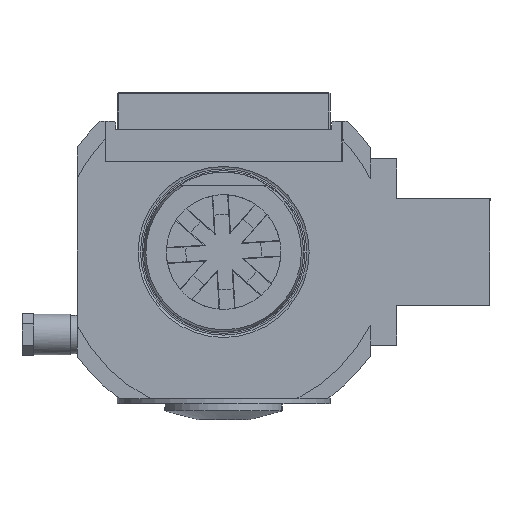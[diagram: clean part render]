
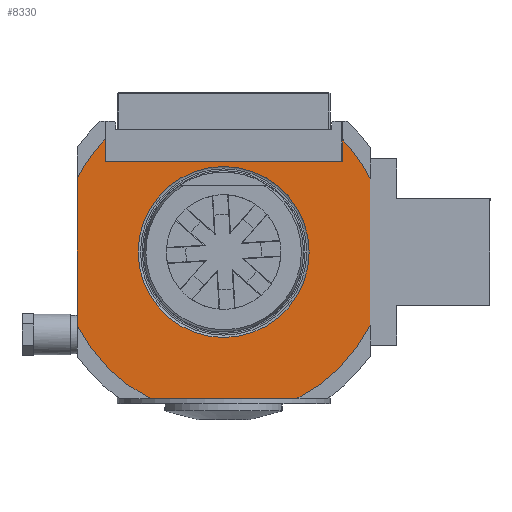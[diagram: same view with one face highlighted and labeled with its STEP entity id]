
A CAD part, front view. The second image highlights one B-rep face of the part: STEP entity #8330.
In plain terms, the highlighted planar face has unit normal (0, -1, 0).
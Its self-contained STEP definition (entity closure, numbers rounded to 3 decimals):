
#322 = AXIS2_PLACEMENT_3D ( 'NONE', #6221, #22946, #3922 ) ;
#356 = ORIENTED_EDGE ( 'NONE', *, *, #29185, .F. ) ;
#577 = CIRCLE ( 'NONE', #5982, 61.5 ) ;
#684 = DIRECTION ( 'NONE',  ( 0., 0., -1. ) ) ;
#743 = DIRECTION ( 'NONE',  ( 0., -1., 0. ) ) ;
#1091 = DIRECTION ( 'NONE',  ( 0., 0., -1. ) ) ;
#1098 = EDGE_LOOP ( 'NONE', ( #25915 ) ) ;
#1172 = DIRECTION ( 'NONE',  ( 0., 0., 1. ) ) ;
#1352 = VERTEX_POINT ( 'NONE', #8051 ) ;
#1628 = CARTESIAN_POINT ( 'NONE',  ( -44.5, -1., 0. ) ) ;
#1720 = DIRECTION ( 'NONE',  ( 1., 0., 0. ) ) ;
#2009 = CARTESIAN_POINT ( 'NONE',  ( -55., -1., -27.518 ) ) ;
#2546 = AXIS2_PLACEMENT_3D ( 'NONE', #4146, #6750, #22874 ) ;
#2807 = VECTOR ( 'NONE', #1172, 1000. ) ;
#3039 = DIRECTION ( 'NONE',  ( 0., 0., -1. ) ) ;
#3338 = ORIENTED_EDGE ( 'NONE', *, *, #20459, .F. ) ;
#3802 = VERTEX_POINT ( 'NONE', #10188 ) ;
#3890 = VERTEX_POINT ( 'NONE', #5742 ) ;
#3922 = DIRECTION ( 'NONE',  ( 1., 0., 0. ) ) ;
#4071 = FACE_BOUND ( 'NONE', #1098, .T. ) ;
#4146 = CARTESIAN_POINT ( 'NONE',  ( 0., -1., 0. ) ) ;
#4358 = VECTOR ( 'NONE', #18253, 1000. ) ;
#5049 = VECTOR ( 'NONE', #684, 1000. ) ;
#5698 = CARTESIAN_POINT ( 'NONE',  ( -55., -1., 0. ) ) ;
#5742 = CARTESIAN_POINT ( 'NONE',  ( -32.095, -1., 0. ) ) ;
#5982 = AXIS2_PLACEMENT_3D ( 'NONE', #23202, #23357, #1720 ) ;
#6086 = VERTEX_POINT ( 'NONE', #7302 ) ;
#6221 = CARTESIAN_POINT ( 'NONE',  ( 0., -1., 0. ) ) ;
#6362 = PLANE ( 'NONE',  #18886 ) ;
#6516 = DIRECTION ( 'NONE',  ( 1., 0., 0. ) ) ;
#6673 = FACE_OUTER_BOUND ( 'NONE', #12156, .T. ) ;
#6750 = DIRECTION ( 'NONE',  ( 0., 1., 0. ) ) ;
#7302 = CARTESIAN_POINT ( 'NONE',  ( 55., -1., 27.518 ) ) ;
#7421 = CARTESIAN_POINT ( 'NONE',  ( -44.5, -1., 34. ) ) ;
#7456 = LINE ( 'NONE', #19765, #5049 ) ;
#7606 = EDGE_CURVE ( 'NONE', #18134, #17621, #22725, .T. ) ;
#8051 = CARTESIAN_POINT ( 'NONE',  ( -27.518, -1., -55. ) ) ;
#8330 = ADVANCED_FACE ( 'Defeature completata1_359', ( #6673, #4071 ), #6362, .F. ) ;
#8688 = VECTOR ( 'NONE', #1091, 1000. ) ;
#8779 = EDGE_CURVE ( 'NONE', #12803, #8937, #17385, .T. ) ;
#8937 = VERTEX_POINT ( 'NONE', #2009 ) ;
#9055 = ORIENTED_EDGE ( 'NONE', *, *, #7606, .F. ) ;
#9294 = VECTOR ( 'NONE', #21431, 1000. ) ;
#10188 = CARTESIAN_POINT ( 'NONE',  ( 44.5, -1., 34. ) ) ;
#10396 = EDGE_CURVE ( 'NONE', #26118, #6086, #20438, .T. ) ;
#10548 = DIRECTION ( 'NONE',  ( -1., 0., 0. ) ) ;
#10578 = ORIENTED_EDGE ( 'NONE', *, *, #19264, .F. ) ;
#10589 = AXIS2_PLACEMENT_3D ( 'NONE', #17762, #743, #10548 ) ;
#10900 = ORIENTED_EDGE ( 'NONE', *, *, #28259, .T. ) ;
#11977 = CARTESIAN_POINT ( 'NONE',  ( 44.5, -1., 0. ) ) ;
#12156 = EDGE_LOOP ( 'NONE', ( #13417, #12584, #19231, #10900, #3338, #27013, #10578, #356, #9055, #28723 ) ) ;
#12584 = ORIENTED_EDGE ( 'NONE', *, *, #14259, .T. ) ;
#12803 = VERTEX_POINT ( 'NONE', #22113 ) ;
#13417 = ORIENTED_EDGE ( 'NONE', *, *, #10396, .F. ) ;
#14259 = EDGE_CURVE ( 'NONE', #26118, #3802, #23491, .T. ) ;
#14323 = EDGE_CURVE ( 'NONE', #3890, #3890, #17475, .T. ) ;
#15554 = CARTESIAN_POINT ( 'NONE',  ( 27.518, -1., -55. ) ) ;
#16199 = CARTESIAN_POINT ( 'NONE',  ( 55., -1., -27.518 ) ) ;
#17385 = LINE ( 'NONE', #5698, #8688 ) ;
#17475 = CIRCLE ( 'NONE', #10589, 32.095 ) ;
#17621 = VERTEX_POINT ( 'NONE', #15554 ) ;
#17762 = CARTESIAN_POINT ( 'NONE',  ( 0., -1., 0. ) ) ;
#17922 = LINE ( 'NONE', #1628, #2807 ) ;
#18134 = VERTEX_POINT ( 'NONE', #16199 ) ;
#18253 = DIRECTION ( 'NONE',  ( -1., 0., 0. ) ) ;
#18886 = AXIS2_PLACEMENT_3D ( 'NONE', #29149, #29724, #6516 ) ;
#19231 = ORIENTED_EDGE ( 'NONE', *, *, #21886, .T. ) ;
#19264 = EDGE_CURVE ( 'NONE', #1352, #8937, #29512, .T. ) ;
#19625 = VERTEX_POINT ( 'NONE', #30063 ) ;
#19765 = CARTESIAN_POINT ( 'NONE',  ( 55., -1., 0. ) ) ;
#20209 = DIRECTION ( 'NONE',  ( 0., 1., 0. ) ) ;
#20407 = VECTOR ( 'NONE', #3039, 1000. ) ;
#20438 = CIRCLE ( 'NONE', #322, 61.5 ) ;
#20459 = EDGE_CURVE ( 'NONE', #12803, #19625, #577, .T. ) ;
#21431 = DIRECTION ( 'NONE',  ( -1., 0., 0. ) ) ;
#21886 = EDGE_CURVE ( 'NONE', #3802, #27358, #24167, .T. ) ;
#22113 = CARTESIAN_POINT ( 'NONE',  ( -55., -1., 27.518 ) ) ;
#22497 = DIRECTION ( 'NONE',  ( 1., 0., 0. ) ) ;
#22725 = CIRCLE ( 'NONE', #26652, 61.5 ) ;
#22874 = DIRECTION ( 'NONE',  ( 1., 0., 0. ) ) ;
#22946 = DIRECTION ( 'NONE',  ( 0., 1., 0. ) ) ;
#23202 = CARTESIAN_POINT ( 'NONE',  ( 0., -1., 0. ) ) ;
#23357 = DIRECTION ( 'NONE',  ( 0., 1., 0. ) ) ;
#23491 = LINE ( 'NONE', #11977, #20407 ) ;
#24167 = LINE ( 'NONE', #28335, #9294 ) ;
#24657 = EDGE_CURVE ( 'NONE', #6086, #18134, #7456, .T. ) ;
#25915 = ORIENTED_EDGE ( 'NONE', *, *, #14323, .F. ) ;
#25993 = CARTESIAN_POINT ( 'NONE',  ( 44.5, -1., 42.45 ) ) ;
#26118 = VERTEX_POINT ( 'NONE', #25993 ) ;
#26652 = AXIS2_PLACEMENT_3D ( 'NONE', #27416, #20209, #22497 ) ;
#27013 = ORIENTED_EDGE ( 'NONE', *, *, #8779, .T. ) ;
#27358 = VERTEX_POINT ( 'NONE', #7421 ) ;
#27416 = CARTESIAN_POINT ( 'NONE',  ( 0., -1., 0. ) ) ;
#28259 = EDGE_CURVE ( 'NONE', #27358, #19625, #17922, .T. ) ;
#28335 = CARTESIAN_POINT ( 'NONE',  ( -32.15, -1., 34. ) ) ;
#28723 = ORIENTED_EDGE ( 'NONE', *, *, #24657, .F. ) ;
#29015 = CARTESIAN_POINT ( 'NONE',  ( 0., -1., -55. ) ) ;
#29149 = CARTESIAN_POINT ( 'NONE',  ( -32.15, -1., 0. ) ) ;
#29165 = LINE ( 'NONE', #29015, #4358 ) ;
#29185 = EDGE_CURVE ( 'NONE', #17621, #1352, #29165, .T. ) ;
#29512 = CIRCLE ( 'NONE', #2546, 61.5 ) ;
#29724 = DIRECTION ( 'NONE',  ( 0., 1., 0. ) ) ;
#30063 = CARTESIAN_POINT ( 'NONE',  ( -44.5, -1., 42.45 ) ) ;
